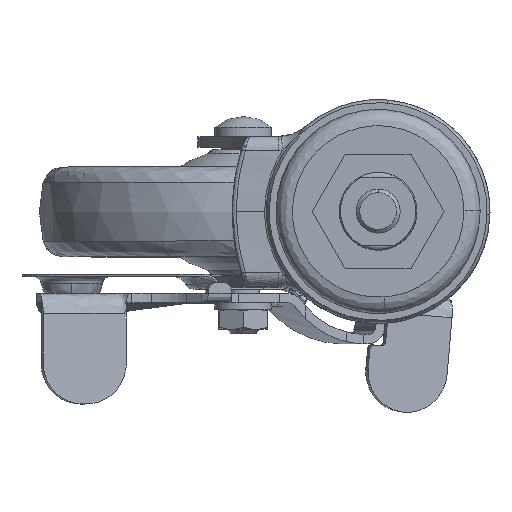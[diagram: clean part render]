
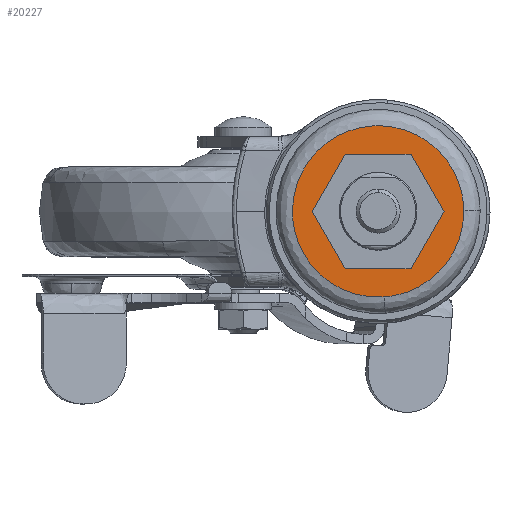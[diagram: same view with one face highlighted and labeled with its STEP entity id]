
A CAD part, top view. The second image highlights one B-rep face of the part: STEP entity #20227.
In plain terms, the highlighted free-form (B-spline) face has degree [1, 1] with [2, 2] control points.
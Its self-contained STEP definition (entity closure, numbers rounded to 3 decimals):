
#15587=CARTESIAN_POINT('',(-8.927,-3.532,-2.499));
#15588=VERTEX_POINT('',#15587);
#15594=CARTESIAN_POINT('',(0.753,-9.57,-2.499));
#15595=VERTEX_POINT('',#15594);
#15596=CARTESIAN_POINT('',(0.753,-9.57,-2.499));
#15597=CARTESIAN_POINT('',(0.377,-9.6,-2.499));
#15598=CARTESIAN_POINT('',(0.,-9.6,-2.499));
#15599=CARTESIAN_POINT('',(-6.526,-9.6,-2.499));
#15600=CARTESIAN_POINT('',(-8.927,-3.532,-2.499));
#15608=(BOUNDED_CURVE()B_SPLINE_CURVE(2,(#15596,#15597,#15598,#15599,#15600),.UNSPECIFIED.,.F.,.U.)B_SPLINE_CURVE_WITH_KNOTS((3,2,3),(0.736,0.75,0.938),.UNSPECIFIED.)CURVE()GEOMETRIC_REPRESENTATION_ITEM()RATIONAL_B_SPLINE_CURVE((0.97,0.984,1.0,0.78,0.89))REPRESENTATION_ITEM(''));
#15609=EDGE_CURVE('',#15595,#15588,#15608,.T.);
#15703=CARTESIAN_POINT('',(9.6,0.0,-2.499));
#15704=VERTEX_POINT('',#15703);
#15705=CARTESIAN_POINT('',(9.6,0.0,-2.499));
#15706=CARTESIAN_POINT('',(9.6,-8.874,-2.499));
#15707=CARTESIAN_POINT('',(0.753,-9.57,-2.499));
#15715=(BOUNDED_CURVE()B_SPLINE_CURVE(2,(#15705,#15706,#15707),.UNSPECIFIED.,.F.,.U.)B_SPLINE_CURVE_WITH_KNOTS((3,3),(0.5,0.736),.UNSPECIFIED.)CURVE()GEOMETRIC_REPRESENTATION_ITEM()RATIONAL_B_SPLINE_CURVE((1.0,0.723,0.97))REPRESENTATION_ITEM(''));
#15716=EDGE_CURVE('',#15704,#15595,#15715,.T.);
#15718=CARTESIAN_POINT('',(-9.6,0.0,-2.499));
#15719=VERTEX_POINT('',#15718);
#15720=CARTESIAN_POINT('',(-9.6,0.0,-2.499));
#15721=CARTESIAN_POINT('',(-9.6,9.6,-2.499));
#15722=CARTESIAN_POINT('',(0.,9.6,-2.499));
#15723=CARTESIAN_POINT('',(9.6,9.6,-2.499));
#15724=CARTESIAN_POINT('',(9.6,0.0,-2.499));
#15732=(BOUNDED_CURVE()B_SPLINE_CURVE(2,(#15720,#15721,#15722,#15723,#15724),.UNSPECIFIED.,.F.,.U.)B_SPLINE_CURVE_WITH_KNOTS((3,2,3),(0.0,0.25,0.5),.UNSPECIFIED.)CURVE()GEOMETRIC_REPRESENTATION_ITEM()RATIONAL_B_SPLINE_CURVE((1.0,0.707,1.0,0.707,1.0))REPRESENTATION_ITEM(''));
#15733=EDGE_CURVE('',#15719,#15704,#15732,.T.);
#15735=CARTESIAN_POINT('',(-8.927,-3.532,-2.499));
#15736=CARTESIAN_POINT('',(-9.6,-1.83,-2.499));
#15737=CARTESIAN_POINT('',(-9.6,0.0,-2.499));
#15745=(BOUNDED_CURVE()B_SPLINE_CURVE(2,(#15735,#15736,#15737),.UNSPECIFIED.,.F.,.U.)B_SPLINE_CURVE_WITH_KNOTS((3,3),(0.938,1.0),.UNSPECIFIED.)CURVE()GEOMETRIC_REPRESENTATION_ITEM()RATIONAL_B_SPLINE_CURVE((0.89,0.927,1.0))REPRESENTATION_ITEM(''));
#15746=EDGE_CURVE('',#15588,#15719,#15745,.T.);
#18544=CARTESIAN_POINT('',(1.464,-20.949,-2.499));
#18545=VERTEX_POINT('',#18544);
#18546=CARTESIAN_POINT('',(-21.0,0.0,-2.499));
#18547=VERTEX_POINT('',#18546);
#18548=CARTESIAN_POINT('',(1.464,-20.949,-2.499));
#18549=CARTESIAN_POINT('',(0.733,-21.,-2.499));
#18550=CARTESIAN_POINT('',(0.0,-21.0,-2.499));
#18551=CARTESIAN_POINT('',(-21.,-21.,-2.499));
#18552=CARTESIAN_POINT('',(-21.0,0.0,-2.499));
#18560=(BOUNDED_CURVE()B_SPLINE_CURVE(2,(#18548,#18549,#18550,#18551,#18552),.UNSPECIFIED.,.F.,.U.)B_SPLINE_CURVE_WITH_KNOTS((3,2,3),(0.738,0.75,1.0),.UNSPECIFIED.)CURVE()GEOMETRIC_REPRESENTATION_ITEM()RATIONAL_B_SPLINE_CURVE((0.973,0.986,1.0,0.707,1.0))REPRESENTATION_ITEM(''));
#18561=EDGE_CURVE('',#18545,#18547,#18560,.T.);
#18563=CARTESIAN_POINT('',(20.998,0.264,-2.499));
#18564=VERTEX_POINT('',#18563);
#18565=CARTESIAN_POINT('',(-21.0,0.0,-2.499));
#18566=CARTESIAN_POINT('',(-21.,21.,-2.499));
#18567=CARTESIAN_POINT('',(0.0,21.0,-2.499));
#18568=CARTESIAN_POINT('',(20.738,21.,-2.499));
#18569=CARTESIAN_POINT('',(20.998,0.264,-2.499));
#18577=(BOUNDED_CURVE()B_SPLINE_CURVE(2,(#18565,#18566,#18567,#18568,#18569),.UNSPECIFIED.,.F.,.U.)B_SPLINE_CURVE_WITH_KNOTS((3,2,3),(0.0,0.25,0.498),.UNSPECIFIED.)CURVE()GEOMETRIC_REPRESENTATION_ITEM()RATIONAL_B_SPLINE_CURVE((1.0,0.707,1.0,0.71,0.995))REPRESENTATION_ITEM(''));
#18578=EDGE_CURVE('',#18547,#18564,#18577,.T.);
#18662=CARTESIAN_POINT('',(21.0,0.0,-2.499));
#18663=VERTEX_POINT('',#18662);
#18664=CARTESIAN_POINT('',(21.0,0.0,-2.499));
#18665=CARTESIAN_POINT('',(21.,-19.583,-2.499));
#18666=CARTESIAN_POINT('',(1.464,-20.949,-2.499));
#18674=(BOUNDED_CURVE()B_SPLINE_CURVE(2,(#18664,#18665,#18666),.UNSPECIFIED.,.F.,.U.)B_SPLINE_CURVE_WITH_KNOTS((3,3),(0.5,0.738),.UNSPECIFIED.)CURVE()GEOMETRIC_REPRESENTATION_ITEM()RATIONAL_B_SPLINE_CURVE((1.0,0.721,0.973))REPRESENTATION_ITEM(''));
#18675=EDGE_CURVE('',#18663,#18545,#18674,.T.);
#18707=CARTESIAN_POINT('',(20.998,0.264,-2.499));
#18708=CARTESIAN_POINT('',(21.,0.132,-2.499));
#18709=CARTESIAN_POINT('',(21.0,0.0,-2.499));
#18717=(BOUNDED_CURVE()B_SPLINE_CURVE(2,(#18707,#18708,#18709),.UNSPECIFIED.,.F.,.U.)B_SPLINE_CURVE_WITH_KNOTS((3,3),(0.498,0.5),.UNSPECIFIED.)CURVE()GEOMETRIC_REPRESENTATION_ITEM()RATIONAL_B_SPLINE_CURVE((0.995,0.997,1.0))REPRESENTATION_ITEM(''));
#18718=EDGE_CURVE('',#18564,#18663,#18717,.T.);
#20210=CARTESIAN_POINT('',(23.098,-23.095,-2.499));
#20211=CARTESIAN_POINT('',(-23.098,-23.095,-2.499));
#20212=CARTESIAN_POINT('',(23.098,23.097,-2.499));
#20213=CARTESIAN_POINT('',(-23.098,23.097,-2.499));
#20214=B_SPLINE_SURFACE_WITH_KNOTS('',1,1,((#20210,#20212),(#20211,#20213)),.UNSPECIFIED.,.F.,.F.,.U.,(2,2),(2,2),(0.0,46.196),(0.0,46.193),.UNSPECIFIED.);
#20215=ORIENTED_EDGE('',*,*,#18561,.F.);
#20216=ORIENTED_EDGE('',*,*,#18675,.F.);
#20217=ORIENTED_EDGE('',*,*,#18718,.F.);
#20218=ORIENTED_EDGE('',*,*,#18578,.F.);
#20219=EDGE_LOOP('',(#20215,#20216,#20217,#20218));
#20220=FACE_OUTER_BOUND('',#20219,.T.);
#20221=ORIENTED_EDGE('',*,*,#15733,.T.);
#20222=ORIENTED_EDGE('',*,*,#15716,.T.);
#20223=ORIENTED_EDGE('',*,*,#15609,.T.);
#20224=ORIENTED_EDGE('',*,*,#15746,.T.);
#20225=EDGE_LOOP('',(#20221,#20222,#20223,#20224));
#20226=FACE_BOUND('',#20225,.T.);
#20227=ADVANCED_FACE('',(#20220,#20226),#20214,.F.);
